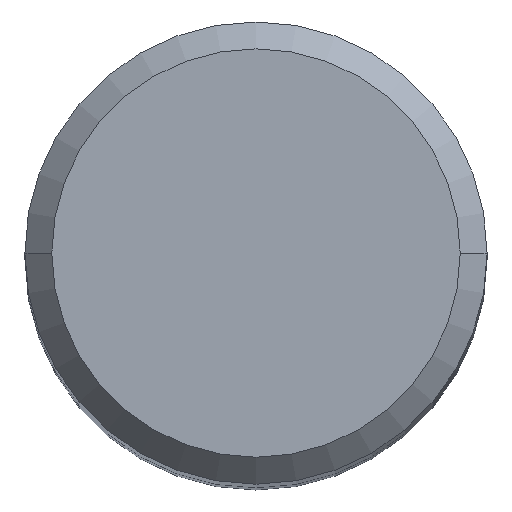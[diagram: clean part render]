
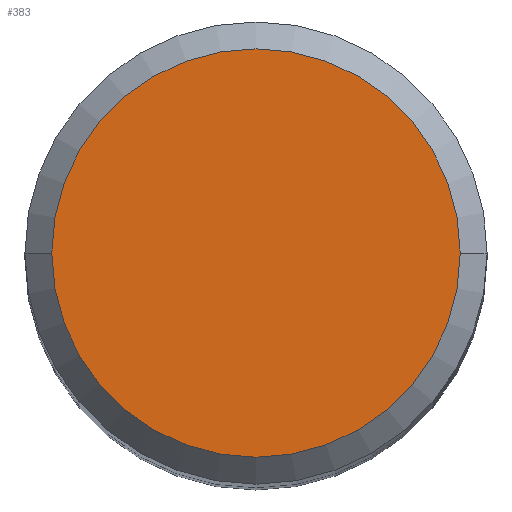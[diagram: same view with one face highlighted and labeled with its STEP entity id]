
A CAD part, top view. The second image highlights one B-rep face of the part: STEP entity #383.
In plain terms, the highlighted planar face has unit normal (0, 0, 1).
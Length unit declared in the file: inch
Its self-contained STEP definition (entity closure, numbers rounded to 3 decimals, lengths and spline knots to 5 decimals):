
#3 = ORIENTED_EDGE ( 'NONE', *, *, #88, .T. ) ;
#17 = CARTESIAN_POINT ( 'NONE',  ( 0., 0., 0. ) ) ;
#79 = VERTEX_POINT ( 'NONE', #360 ) ;
#88 = EDGE_CURVE ( 'NONE', #79, #211, #347, .T. ) ;
#90 = DIRECTION ( 'NONE',  ( 1., 0., 0. ) ) ;
#92 = DIRECTION ( 'NONE',  ( -1., 0., 0. ) ) ;
#93 = CARTESIAN_POINT ( 'NONE',  ( 0., 0.1519, 0. ) ) ;
#125 = CARTESIAN_POINT ( 'NONE',  ( 0., 0., 0. ) ) ;
#140 = FACE_OUTER_BOUND ( 'NONE', #154, .T. ) ;
#149 = AXIS2_PLACEMENT_3D ( 'NONE', #125, #267, #352 ) ;
#154 = EDGE_LOOP ( 'NONE', ( #266, #3 ) ) ;
#183 = CIRCLE ( 'NONE', #308, 0.1519 ) ;
#192 = DIRECTION ( 'NONE',  ( 0., 0., -1. ) ) ;
#211 = VERTEX_POINT ( 'NONE', #283 ) ;
#216 = EDGE_CURVE ( 'NONE', #211, #79, #183, .T. ) ;
#245 = DIRECTION ( 'NONE',  ( 0., 0., 1. ) ) ;
#266 = ORIENTED_EDGE ( 'NONE', *, *, #216, .T. ) ;
#267 = DIRECTION ( 'NONE',  ( 0., 0., 1. ) ) ;
#283 = CARTESIAN_POINT ( 'NONE',  ( -0.1519, 0., 0. ) ) ;
#308 = AXIS2_PLACEMENT_3D ( 'NONE', #17, #245, #90 ) ;
#330 = AXIS2_PLACEMENT_3D ( 'NONE', #93, #192, #92 ) ;
#347 = CIRCLE ( 'NONE', #149, 0.1519 ) ;
#352 = DIRECTION ( 'NONE',  ( 1., 0., 0. ) ) ;
#360 = CARTESIAN_POINT ( 'NONE',  ( 0.1519, 0., 0. ) ) ;
#369 = PLANE ( 'NONE',  #330 ) ;
#383 = ADVANCED_FACE ( 'NONE', ( #140 ), #369, .F. ) ;
